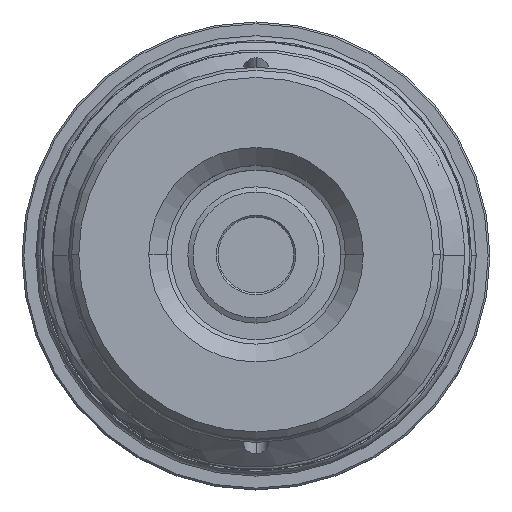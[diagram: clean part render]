
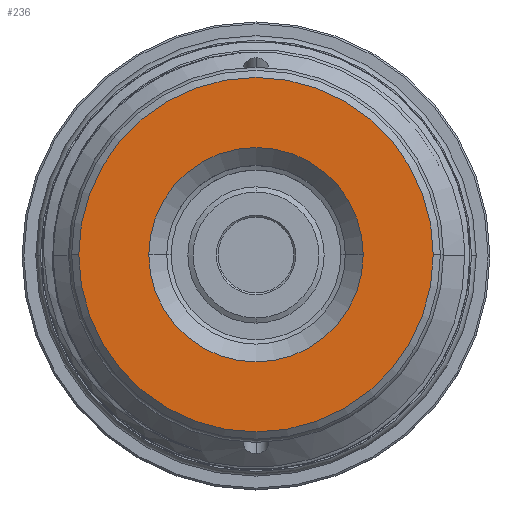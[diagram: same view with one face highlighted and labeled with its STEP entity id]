
A CAD part, top view. The second image highlights one B-rep face of the part: STEP entity #236.
In plain terms, the highlighted planar face has unit normal (0, 0, 1).
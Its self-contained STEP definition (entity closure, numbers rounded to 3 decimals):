
#236 = ADVANCED_FACE ( 'NONE', ( #2258, #8748 ), #3252, .T. ) ;
#435 = DIRECTION ( 'NONE',  ( 0., 0., 1. ) ) ;
#585 = CARTESIAN_POINT ( 'NONE',  ( 0., 0., 85.95 ) ) ;
#665 = CARTESIAN_POINT ( 'NONE',  ( 19.84, 0., 85.95 ) ) ;
#975 = DIRECTION ( 'NONE',  ( 0., 0., -1. ) ) ;
#1413 = AXIS2_PLACEMENT_3D ( 'NONE', #7958, #12747, #5625 ) ;
#1437 = AXIS2_PLACEMENT_3D ( 'NONE', #13920, #6563, #7771 ) ;
#1806 = CIRCLE ( 'NONE', #8518, 12. ) ;
#2258 = FACE_BOUND ( 'NONE', #6307, .T. ) ;
#2521 = EDGE_CURVE ( 'NONE', #12750, #7127, #14506, .T. ) ;
#3252 = PLANE ( 'NONE',  #1413 ) ;
#4393 = DIRECTION ( 'NONE',  ( 0., 0., 1. ) ) ;
#4586 = ORIENTED_EDGE ( 'NONE', *, *, #8889, .T. ) ;
#5625 = DIRECTION ( 'NONE',  ( 1., 0., 0. ) ) ;
#6001 = CARTESIAN_POINT ( 'NONE',  ( -19.84, 0., 85.95 ) ) ;
#6307 = EDGE_LOOP ( 'NONE', ( #12309, #4586 ) ) ;
#6322 = VERTEX_POINT ( 'NONE', #9439 ) ;
#6563 = DIRECTION ( 'NONE',  ( 0., 0., -1. ) ) ;
#6594 = CARTESIAN_POINT ( 'NONE',  ( -12., 0., 85.95 ) ) ;
#6679 = DIRECTION ( 'NONE',  ( 1., 0., 0. ) ) ;
#7127 = VERTEX_POINT ( 'NONE', #6001 ) ;
#7242 = CIRCLE ( 'NONE', #7638, 19.84 ) ;
#7296 = EDGE_CURVE ( 'NONE', #7127, #12750, #7242, .T. ) ;
#7638 = AXIS2_PLACEMENT_3D ( 'NONE', #11591, #4393, #14013 ) ;
#7771 = DIRECTION ( 'NONE',  ( 1., 0., 0. ) ) ;
#7903 = EDGE_LOOP ( 'NONE', ( #13004, #12296 ) ) ;
#7958 = CARTESIAN_POINT ( 'NONE',  ( 20.64, 0., 85.95 ) ) ;
#8518 = AXIS2_PLACEMENT_3D ( 'NONE', #11530, #975, #6679 ) ;
#8748 = FACE_OUTER_BOUND ( 'NONE', #7903, .T. ) ;
#8889 = EDGE_CURVE ( 'NONE', #9242, #6322, #10573, .T. ) ;
#9242 = VERTEX_POINT ( 'NONE', #6594 ) ;
#9439 = CARTESIAN_POINT ( 'NONE',  ( 12., 0., 85.95 ) ) ;
#10573 = CIRCLE ( 'NONE', #1437, 12. ) ;
#11290 = DIRECTION ( 'NONE',  ( 1., 0., 0. ) ) ;
#11530 = CARTESIAN_POINT ( 'NONE',  ( 0., 0., 85.95 ) ) ;
#11591 = CARTESIAN_POINT ( 'NONE',  ( 0., 0., 85.95 ) ) ;
#12124 = EDGE_CURVE ( 'NONE', #6322, #9242, #1806, .T. ) ;
#12296 = ORIENTED_EDGE ( 'NONE', *, *, #2521, .T. ) ;
#12309 = ORIENTED_EDGE ( 'NONE', *, *, #12124, .T. ) ;
#12747 = DIRECTION ( 'NONE',  ( 0., 0., 1. ) ) ;
#12750 = VERTEX_POINT ( 'NONE', #665 ) ;
#13004 = ORIENTED_EDGE ( 'NONE', *, *, #7296, .T. ) ;
#13920 = CARTESIAN_POINT ( 'NONE',  ( 0., 0., 85.95 ) ) ;
#14013 = DIRECTION ( 'NONE',  ( 1., 0., 0. ) ) ;
#14506 = CIRCLE ( 'NONE', #15173, 19.84 ) ;
#15173 = AXIS2_PLACEMENT_3D ( 'NONE', #585, #435, #11290 ) ;
